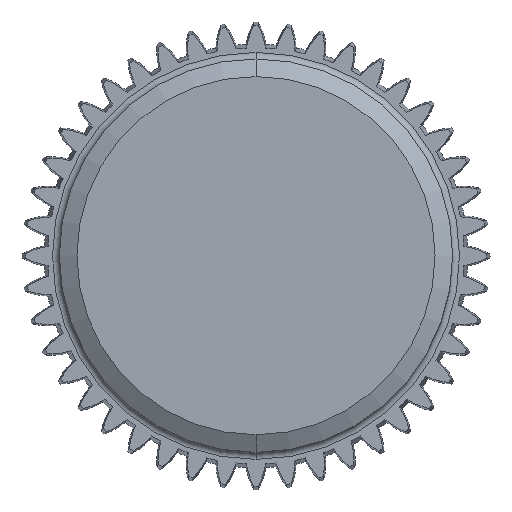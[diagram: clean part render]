
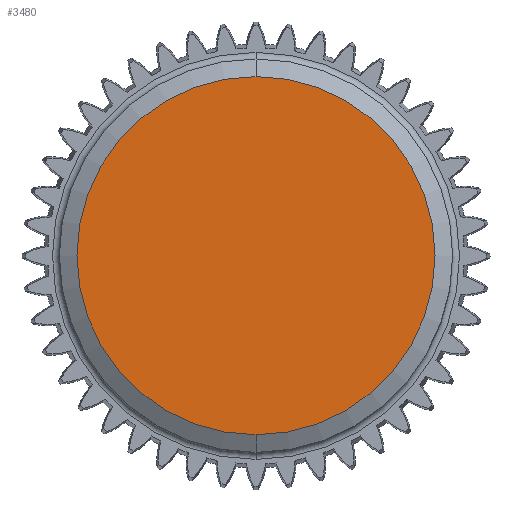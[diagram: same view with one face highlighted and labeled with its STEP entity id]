
A CAD part, top view. The second image highlights one B-rep face of the part: STEP entity #3480.
In plain terms, the highlighted planar face has unit normal (0, 0, 1).
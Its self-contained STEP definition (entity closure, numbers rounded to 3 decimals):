
#11=CARTESIAN_POINT('',(0.,0.,29.5));
#12=DIRECTION('',(0.,0.,1.));
#13=DIRECTION('',(0.,1.,0.));
#14=AXIS2_PLACEMENT_3D('',#11,#12,#13);
#29=CARTESIAN_POINT('',(0.,0.,29.5));
#30=DIRECTION('',(0.,0.,-1.));
#31=DIRECTION('',(0.,1.,0.));
#32=AXIS2_PLACEMENT_3D('',#29,#30,#31);
#3377=CARTESIAN_POINT('',(0.,26.402,29.5));
#3378=CARTESIAN_POINT('',(0.,-26.402,29.5));
#3379=VERTEX_POINT('',#3377);
#3380=VERTEX_POINT('',#3378);
#3470=CARTESIAN_POINT('',(0.,0.,29.5));
#3471=DIRECTION('',(0.,0.,-1.));
#3472=DIRECTION('',(0.,-1.,0.));
#3473=AXIS2_PLACEMENT_3D('',#3470,#3471,#3472);
#3474=PLANE('',#3473);
#3475=ORIENTED_EDGE('',*,*,#3460,.F.);
#3477=ORIENTED_EDGE('',*,*,#3476,.T.);
#3478=EDGE_LOOP('',(#3475,#3477));
#3479=FACE_OUTER_BOUND('',#3478,.F.);
#3480=ADVANCED_FACE('',(#3479),#3474,.F.);
#15=CIRCLE('',#14,26.402);
#33=CIRCLE('',#32,26.402);
#3460=EDGE_CURVE('',#3379,#3380,#15,.T.);
#3476=EDGE_CURVE('',#3379,#3380,#33,.T.);
